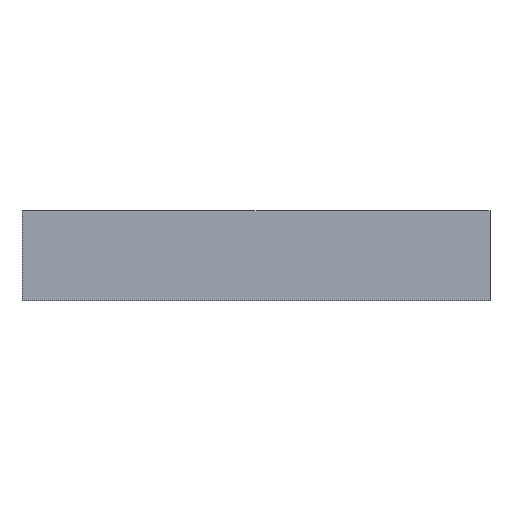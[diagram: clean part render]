
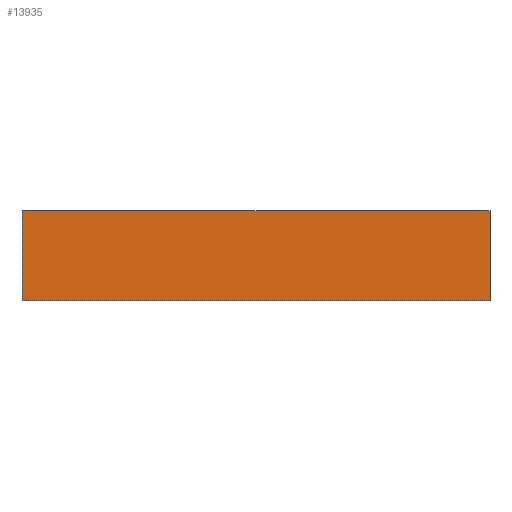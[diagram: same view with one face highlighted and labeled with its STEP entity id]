
A CAD part, front view. The second image highlights one B-rep face of the part: STEP entity #13935.
In plain terms, the highlighted planar face has unit normal (0, -1, 0).
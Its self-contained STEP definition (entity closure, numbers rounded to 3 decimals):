
#1210 = LINE ( 'NONE', #12797, #2625 ) ;
#1267 = CARTESIAN_POINT ( 'NONE',  ( 0., -20., 0. ) ) ;
#1647 = EDGE_CURVE ( 'NONE', #9132, #15929, #1210, .T. ) ;
#2625 = VECTOR ( 'NONE', #25506, 1000. ) ;
#2979 = EDGE_LOOP ( 'NONE', ( #29315, #7975, #10895, #11205 ) ) ;
#4272 = VECTOR ( 'NONE', #10321, 1000. ) ;
#4793 = CARTESIAN_POINT ( 'NONE',  ( -338., -20., 65. ) ) ;
#5061 = EDGE_CURVE ( 'NONE', #5227, #9132, #21525, .T. ) ;
#5227 = VERTEX_POINT ( 'NONE', #23373 ) ;
#5568 = CARTESIAN_POINT ( 'NONE',  ( -338., -20., -65. ) ) ;
#7975 = ORIENTED_EDGE ( 'NONE', *, *, #1647, .T. ) ;
#9132 = VERTEX_POINT ( 'NONE', #5568 ) ;
#9878 = EDGE_CURVE ( 'NONE', #22901, #5227, #10054, .T. ) ;
#10054 = LINE ( 'NONE', #27145, #30624 ) ;
#10321 = DIRECTION ( 'NONE',  ( 0., 0., -1. ) ) ;
#10895 = ORIENTED_EDGE ( 'NONE', *, *, #15838, .T. ) ;
#11205 = ORIENTED_EDGE ( 'NONE', *, *, #9878, .T. ) ;
#12797 = CARTESIAN_POINT ( 'NONE',  ( -338., -20., -65. ) ) ;
#13935 = ADVANCED_FACE ( 'NONE', ( #30510 ), #27298, .T. ) ;
#15363 = VECTOR ( 'NONE', #34298, 1000. ) ;
#15838 = EDGE_CURVE ( 'NONE', #15929, #22901, #16289, .T. ) ;
#15929 = VERTEX_POINT ( 'NONE', #36610 ) ;
#15945 = DIRECTION ( 'NONE',  ( -1., 0., 0. ) ) ;
#16289 = LINE ( 'NONE', #21995, #15363 ) ;
#19926 = CARTESIAN_POINT ( 'NONE',  ( 338., -20., 65. ) ) ;
#21525 = LINE ( 'NONE', #4793, #4272 ) ;
#21600 = DIRECTION ( 'NONE',  ( 0., -1., 0. ) ) ;
#21995 = CARTESIAN_POINT ( 'NONE',  ( 338., -20., 65. ) ) ;
#22901 = VERTEX_POINT ( 'NONE', #19926 ) ;
#23373 = CARTESIAN_POINT ( 'NONE',  ( -338., -20., 65. ) ) ;
#25506 = DIRECTION ( 'NONE',  ( 1., 0., 0. ) ) ;
#25691 = AXIS2_PLACEMENT_3D ( 'NONE', #1267, #21600, #29423 ) ;
#27145 = CARTESIAN_POINT ( 'NONE',  ( -338., -20., 65. ) ) ;
#27298 = PLANE ( 'NONE',  #25691 ) ;
#29315 = ORIENTED_EDGE ( 'NONE', *, *, #5061, .T. ) ;
#29423 = DIRECTION ( 'NONE',  ( 0., 0., -1. ) ) ;
#30510 = FACE_OUTER_BOUND ( 'NONE', #2979, .T. ) ;
#30624 = VECTOR ( 'NONE', #15945, 1000. ) ;
#34298 = DIRECTION ( 'NONE',  ( 0., 0., 1. ) ) ;
#36610 = CARTESIAN_POINT ( 'NONE',  ( 338., -20., -65. ) ) ;
